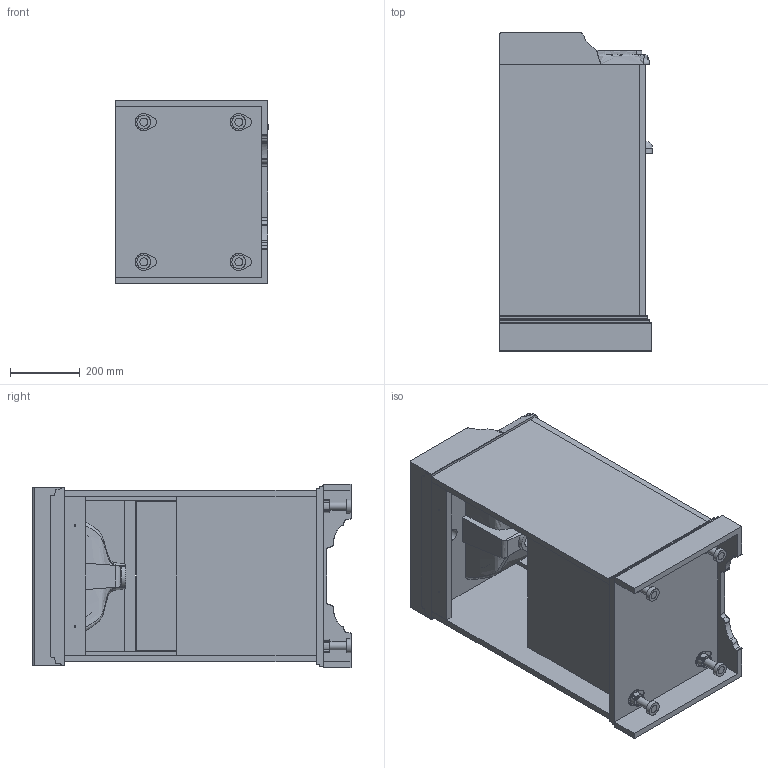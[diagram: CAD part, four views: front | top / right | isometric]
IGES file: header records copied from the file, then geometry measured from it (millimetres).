
Global section: file name: 103068; native system: AutoCAD 2016 - English; preprocessor: Autodesk Translation Framework DWG producer (atf_dwg_producer); organization: unknown; date: 20180130.190151; units: millimetre
Bounding box: 437.96 x 910.46 x 526 mm (x, y, z)
Volume: 34500777.2 mm3; surface area: 4586280.2 mm2
Topology: 22 solids, 22 shells, 547 faces, 1452 edges, 959 vertices
Faces by surface type: bspline 547
